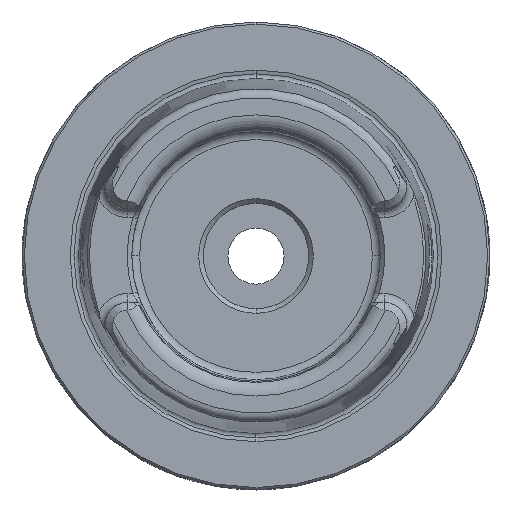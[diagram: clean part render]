
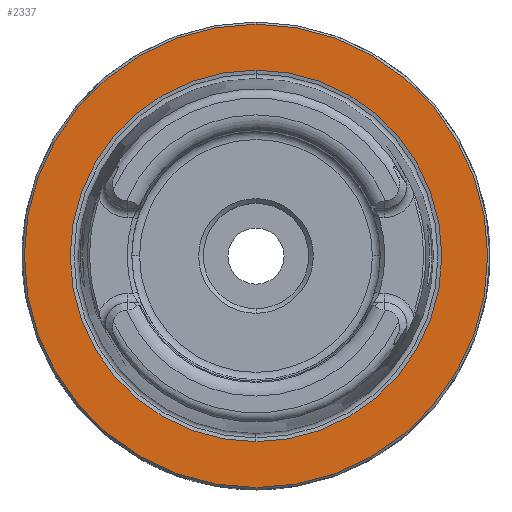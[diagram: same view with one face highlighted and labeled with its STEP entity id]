
A CAD part, top view. The second image highlights one B-rep face of the part: STEP entity #2337.
In plain terms, the highlighted planar face has unit normal (0, 0, 1).
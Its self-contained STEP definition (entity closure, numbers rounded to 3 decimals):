
#2337=ADVANCED_FACE('NONE',(#5373,#5374),#5375,.F.);
#2525=EDGE_CURVE('NONE',#2839,#3923,#5579,.T.);
#2695=EDGE_CURVE('NONE',#3693,#4357,#5763,.F.);
#2821=EDGE_CURVE('NONE',#3923,#2839,#5903,.T.);
#2839=VERTEX_POINT('NONE',#5922);
#3693=VERTEX_POINT('NONE',#6859);
#3923=VERTEX_POINT('NONE',#7111);
#4177=EDGE_CURVE('NONE',#4357,#3693,#7394,.T.);
#4357=VERTEX_POINT('NONE',#7593);
#5373=FACE_OUTER_BOUND('',#10153,.T.);
#5374=FACE_BOUND('',#10154,.T.);
#5375=PLANE('',#10155);
#5579=CIRCLE('',#10565,49.495);
#5763=CIRCLE('',#10951,39.697);
#5903=CIRCLE('',#11286,49.495);
#5922=CARTESIAN_POINT('',(0.,49.495,0.));
#6859=CARTESIAN_POINT('',(0.,39.697,0.));
#7111=CARTESIAN_POINT('',(0.,-49.495,0.));
#7394=CIRCLE('',#15187,39.697);
#7593=CARTESIAN_POINT('',(0.,-39.697,0.));
#10153=EDGE_LOOP('',(#16852,#16853));
#10154=EDGE_LOOP('',(#16854,#16855));
#10155=AXIS2_PLACEMENT_3D('',#16856,#16857,#16858);
#10565=AXIS2_PLACEMENT_3D('',#17089,#17090,#17091);
#10951=AXIS2_PLACEMENT_3D('',#17279,#17280,#17281);
#11286=AXIS2_PLACEMENT_3D('',#17446,#17447,#17448);
#15187=AXIS2_PLACEMENT_3D('',#19110,#19111,#19112);
#16852=ORIENTED_EDGE('',*,*,#2821,.T.);
#16853=ORIENTED_EDGE('',*,*,#2525,.T.);
#16854=ORIENTED_EDGE('',*,*,#2695,.F.);
#16855=ORIENTED_EDGE('',*,*,#4177,.F.);
#16856=CARTESIAN_POINT('',(0.,-38.483,0.));
#16857=DIRECTION('',(-0.0,0.0,-1.0));
#16858=DIRECTION('',(0.,-1.0,0.0));
#17089=CARTESIAN_POINT('',(0.,0.,0.));
#17090=DIRECTION('',(0.0,0.0,1.0));
#17091=DIRECTION('',(0.,-1.0,0.0));
#17279=CARTESIAN_POINT('',(0.,0.,0.));
#17280=DIRECTION('',(0.0,0.0,-1.0));
#17281=DIRECTION('',(0.,1.0,0.0));
#17446=CARTESIAN_POINT('',(0.,0.,0.));
#17447=DIRECTION('',(0.0,0.0,1.0));
#17448=DIRECTION('',(0.,-1.0,0.0));
#19110=CARTESIAN_POINT('',(0.,0.,0.));
#19111=DIRECTION('',(0.0,-0.0,1.0));
#19112=DIRECTION('',(0.,1.0,0.0));
